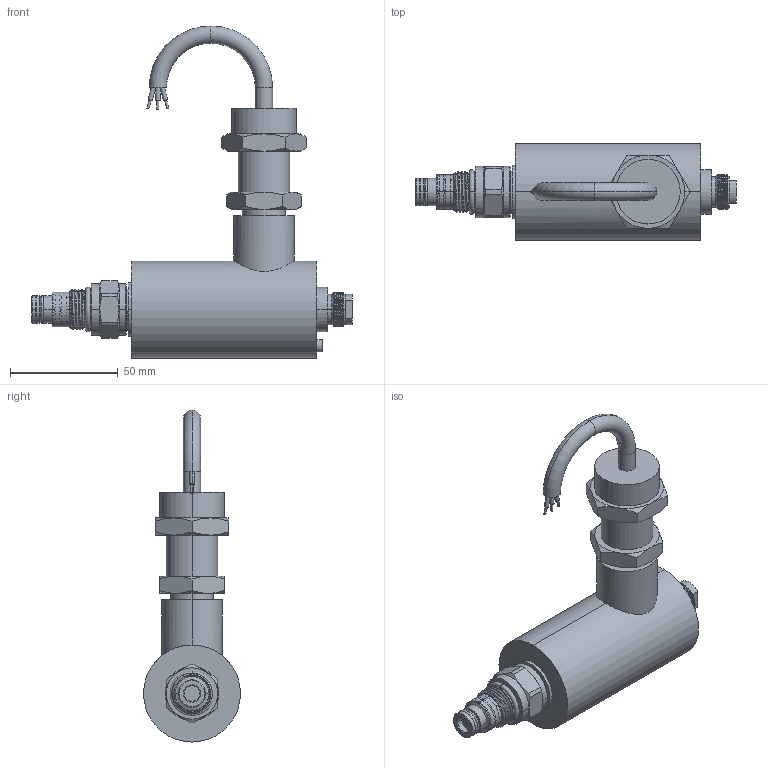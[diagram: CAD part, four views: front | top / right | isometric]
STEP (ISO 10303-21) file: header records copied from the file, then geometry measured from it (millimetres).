
FILE_DESCRIPTION (( 'STEP AP203' ), '1' );
FILE_NAME ('EP08W2E07ND.STEP', '2023-11-08T01:49:20', ( '' ), ( '' ), 'SwSTEP 2.0', 'SolidWorks 2018', '' );
FILE_SCHEMA (( 'CONFIG_CONTROL_DESIGN' ));
Length unit declared in the file: millimetre
Products named in the file (1): EP08W2E07ND
Bounding box: 148.8 x 45 x 154.07 mm (x, y, z)
Volume: 204302.7 mm3; surface area: 32470.1 mm2
Topology: 2 solids, 3 shells, 277 faces, 667 edges, 421 vertices
Faces by surface type: cylinder 129, plane 73, cone 54, torus 12, bspline 9
Entity records: 14375 total; most frequent: CARTESIAN_POINT 8098, ORIENTED_EDGE 1334, DIRECTION 1260, EDGE_CURVE 667, AXIS2_PLACEMENT_3D 529, VERTEX_POINT 421, EDGE_LOOP 306, ADVANCED_FACE 277
